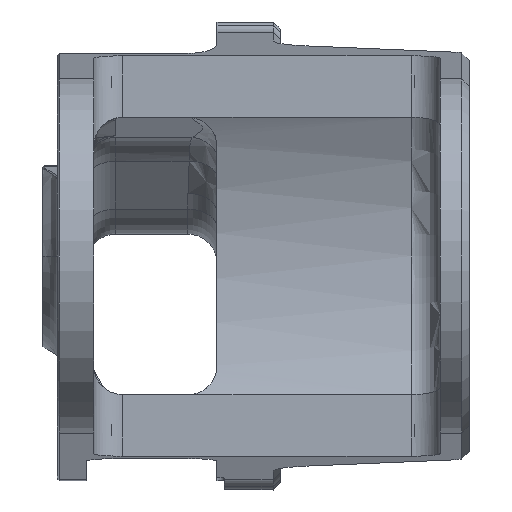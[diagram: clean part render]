
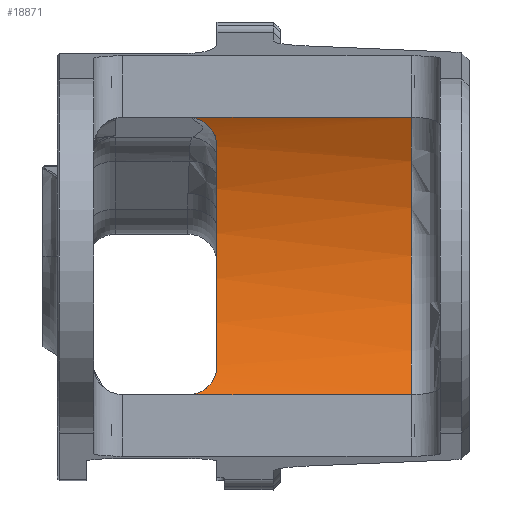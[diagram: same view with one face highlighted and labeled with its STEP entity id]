
A CAD part, left-side view. The second image highlights one B-rep face of the part: STEP entity #18871.
In plain terms, the highlighted cylindrical face has radius 78 mm (diameter 156 mm), a partial arc.
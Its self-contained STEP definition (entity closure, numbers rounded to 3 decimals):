
#103 = CARTESIAN_POINT ( 'NONE',  ( -108.304, 1., 30.724 ) ) ;
#225 = CARTESIAN_POINT ( 'NONE',  ( -111.284, 4.616, 36.907 ) ) ;
#338 = ORIENTED_EDGE ( 'NONE', *, *, #2060, .F. ) ;
#454 = VERTEX_POINT ( 'NONE', #20666 ) ;
#707 = AXIS2_PLACEMENT_3D ( 'NONE', #7421, #18670, #24010 ) ;
#742 = CARTESIAN_POINT ( 'NONE',  ( -111.042, 3.972, -36.455 ) ) ;
#924 = DIRECTION ( 'NONE',  ( 0., 1., 0. ) ) ;
#1087 = CARTESIAN_POINT ( 'NONE',  ( -108.522, 1.049, -31.227 ) ) ;
#1208 = CARTESIAN_POINT ( 'NONE',  ( -112., 8.442, -38.21 ) ) ;
#1358 = AXIS2_PLACEMENT_3D ( 'NONE', #24201, #14936, #20604 ) ;
#1413 = DIRECTION ( 'NONE',  ( -1., 0., 0. ) ) ;
#1575 = CARTESIAN_POINT ( 'NONE',  ( -111.042, 3.972, 36.455 ) ) ;
#1583 = CYLINDRICAL_SURFACE ( 'NONE', #1358, 78. ) ;
#2060 = EDGE_CURVE ( 'NONE', #7561, #17434, #14119, .T. ) ;
#2781 = CARTESIAN_POINT ( 'NONE',  ( -112., 156.603, 38.21 ) ) ;
#2826 = CARTESIAN_POINT ( 'NONE',  ( -111.842, 6.824, -37.928 ) ) ;
#2934 = CARTESIAN_POINT ( 'NONE',  ( -109.847, 1.991, -34.1 ) ) ;
#3787 = CARTESIAN_POINT ( 'NONE',  ( -108.088, 1., 30.21 ) ) ;
#3918 = CARTESIAN_POINT ( 'NONE',  ( -109.631, 1.76, 33.652 ) ) ;
#4274 = VERTEX_POINT ( 'NONE', #19953 ) ;
#4623 = LINE ( 'NONE', #2781, #13212 ) ;
#4683 = CARTESIAN_POINT ( 'NONE',  ( -110.863, 3.577, -36.114 ) ) ;
#5274 = CARTESIAN_POINT ( 'NONE',  ( -111.503, 5.306, 37.311 ) ) ;
#5404 = CARTESIAN_POINT ( 'NONE',  ( -108.962, 1.24, 32.217 ) ) ;
#5755 = CARTESIAN_POINT ( 'NONE',  ( -110.164, 2.403, 34.742 ) ) ;
#6646 = CARTESIAN_POINT ( 'NONE',  ( -110.271, 2.541, -34.958 ) ) ;
#7242 = CARTESIAN_POINT ( 'NONE',  ( -110.472, 2.868, 35.354 ) ) ;
#7349 = ORIENTED_EDGE ( 'NONE', *, *, #20156, .F. ) ;
#7421 = CARTESIAN_POINT ( 'NONE',  ( -180., -52.5, 0. ) ) ;
#7561 = VERTEX_POINT ( 'NONE', #10204 ) ;
#8244 = EDGE_LOOP ( 'NONE', ( #10941, #16593, #7349, #11645, #15264, #338 ) ) ;
#8739 = CARTESIAN_POINT ( 'NONE',  ( -108.963, 1.251, -32.216 ) ) ;
#9482 = VECTOR ( 'NONE', #17836, 1000. ) ;
#9944 = EDGE_CURVE ( 'NONE', #454, #23814, #10769, .T. ) ;
#10204 = CARTESIAN_POINT ( 'NONE',  ( -112., -52.5, 38.21 ) ) ;
#10352 = CARTESIAN_POINT ( 'NONE',  ( -111.511, 5.309, -37.328 ) ) ;
#10464 = CARTESIAN_POINT ( 'NONE',  ( -109.63, 1.76, -33.651 ) ) ;
#10769 = B_SPLINE_CURVE_WITH_KNOTS ( 'NONE', 3,
 ( #3787, #103, #22713, #5404, #20845, #3918, #13071, #5755, #18736, #7242, #14930, #22344, #1575, #225, #12951, #5274, #15051, #13319, #16889, #22592, #11453, #20714 ),
 .UNSPECIFIED., .F., .F.,
 ( 4, 2, 2, 2, 2, 2, 2, 2, 2, 2, 4 ),
 ( 0., 0.002, 0.003, 0.005, 0.006, 0.007, 0.008, 0.009, 0.01, 0.012, 0.013 ),
 .UNSPECIFIED. ) ;
#10941 = ORIENTED_EDGE ( 'NONE', *, *, #11744, .T. ) ;
#11200 = FACE_OUTER_BOUND ( 'NONE', #8244, .T. ) ;
#11453 = CARTESIAN_POINT ( 'NONE',  ( -112., 8.44, 38.21 ) ) ;
#11645 = ORIENTED_EDGE ( 'NONE', *, *, #17768, .F. ) ;
#11744 = EDGE_CURVE ( 'NONE', #7561, #23814, #4623, .T. ) ;
#12096 = CARTESIAN_POINT ( 'NONE',  ( -111.369, 4.843, -37.066 ) ) ;
#12325 = CARTESIAN_POINT ( 'NONE',  ( -108.088, 1., -30.21 ) ) ;
#12546 = DIRECTION ( 'NONE',  ( 0., -1., 0. ) ) ;
#12951 = CARTESIAN_POINT ( 'NONE',  ( -111.36, 4.84, 37.048 ) ) ;
#13071 = CARTESIAN_POINT ( 'NONE',  ( -109.848, 1.992, 34.102 ) ) ;
#13212 = VECTOR ( 'NONE', #924, 1000. ) ;
#13319 = CARTESIAN_POINT ( 'NONE',  ( -111.748, 6.294, 37.758 ) ) ;
#13961 = CARTESIAN_POINT ( 'NONE',  ( -108.088, 1., -30.21 ) ) ;
#14119 = CIRCLE ( 'NONE', #707, 78. ) ;
#14145 = B_SPLINE_CURVE_WITH_KNOTS ( 'NONE', 3,
 ( #21739, #1208, #15920, #2826, #23604, #10352, #12096, #742, #4683, #21972, #6646, #2934, #10464, #23474, #19634, #8739, #18010, #1087, #19984, #13961 ),
 .UNSPECIFIED., .F., .F.,
 ( 4, 2, 2, 2, 2, 2, 2, 2, 2, 4 ),
 ( 0., 0.002, 0.003, 0.005, 0.007, 0.008, 0.01, 0.011, 0.012, 0.013 ),
 .UNSPECIFIED. ) ;
#14930 = CARTESIAN_POINT ( 'NONE',  ( -110.573, 3.039, 35.551 ) ) ;
#14936 = DIRECTION ( 'NONE',  ( 0., 1., 0. ) ) ;
#15051 = CARTESIAN_POINT ( 'NONE',  ( -111.569, 5.55, 37.433 ) ) ;
#15182 = VERTEX_POINT ( 'NONE', #12325 ) ;
#15264 = ORIENTED_EDGE ( 'NONE', *, *, #17299, .T. ) ;
#15920 = CARTESIAN_POINT ( 'NONE',  ( -111.967, 7.895, -38.152 ) ) ;
#16593 = ORIENTED_EDGE ( 'NONE', *, *, #9944, .F. ) ;
#16705 = CARTESIAN_POINT ( 'NONE',  ( -112., -52.5, -38.21 ) ) ;
#16889 = CARTESIAN_POINT ( 'NONE',  ( -111.84, 6.809, 37.924 ) ) ;
#17299 = EDGE_CURVE ( 'NONE', #4274, #17434, #22163, .T. ) ;
#17434 = VERTEX_POINT ( 'NONE', #16705 ) ;
#17768 = EDGE_CURVE ( 'NONE', #4274, #15182, #14145, .T. ) ;
#17836 = DIRECTION ( 'NONE',  ( 0., -1., 0. ) ) ;
#18010 = CARTESIAN_POINT ( 'NONE',  ( -108.853, 1.192, -31.971 ) ) ;
#18342 = CARTESIAN_POINT ( 'NONE',  ( -180., 1., 0. ) ) ;
#18670 = DIRECTION ( 'NONE',  ( 0., 1., 0. ) ) ;
#18736 = CARTESIAN_POINT ( 'NONE',  ( -110.268, 2.551, 34.95 ) ) ;
#18871 = ADVANCED_FACE ( 'NONE', ( #11200 ), #1583, .F. ) ;
#19634 = CARTESIAN_POINT ( 'NONE',  ( -109.186, 1.394, -32.703 ) ) ;
#19953 = CARTESIAN_POINT ( 'NONE',  ( -112., 9., -38.21 ) ) ;
#19984 = CARTESIAN_POINT ( 'NONE',  ( -108.303, 1., -30.723 ) ) ;
#20156 = EDGE_CURVE ( 'NONE', #15182, #454, #22335, .T. ) ;
#20604 = DIRECTION ( 'NONE',  ( -1., 0., 0. ) ) ;
#20666 = CARTESIAN_POINT ( 'NONE',  ( -108.088, 1., 30.21 ) ) ;
#20714 = CARTESIAN_POINT ( 'NONE',  ( -112., 9., 38.21 ) ) ;
#20845 = CARTESIAN_POINT ( 'NONE',  ( -109.185, 1.382, 32.704 ) ) ;
#21739 = CARTESIAN_POINT ( 'NONE',  ( -112., 9., -38.21 ) ) ;
#21791 = CARTESIAN_POINT ( 'NONE',  ( -112., 156.603, -38.21 ) ) ;
#21972 = CARTESIAN_POINT ( 'NONE',  ( -110.478, 2.863, -35.367 ) ) ;
#22163 = LINE ( 'NONE', #21791, #9482 ) ;
#22335 = CIRCLE ( 'NONE', #23145, 78. ) ;
#22344 = CARTESIAN_POINT ( 'NONE',  ( -110.864, 3.578, 36.116 ) ) ;
#22592 = CARTESIAN_POINT ( 'NONE',  ( -111.966, 7.88, 38.15 ) ) ;
#22713 = CARTESIAN_POINT ( 'NONE',  ( -108.522, 1.049, 31.228 ) ) ;
#23145 = AXIS2_PLACEMENT_3D ( 'NONE', #18342, #12546, #1413 ) ;
#23474 = CARTESIAN_POINT ( 'NONE',  ( -109.298, 1.478, -32.945 ) ) ;
#23604 = CARTESIAN_POINT ( 'NONE',  ( -111.748, 6.296, -37.758 ) ) ;
#23814 = VERTEX_POINT ( 'NONE', #24283 ) ;
#24010 = DIRECTION ( 'NONE',  ( -1., 0., 0. ) ) ;
#24201 = CARTESIAN_POINT ( 'NONE',  ( -180., 156.603, 0. ) ) ;
#24283 = CARTESIAN_POINT ( 'NONE',  ( -112., 9., 38.21 ) ) ;
